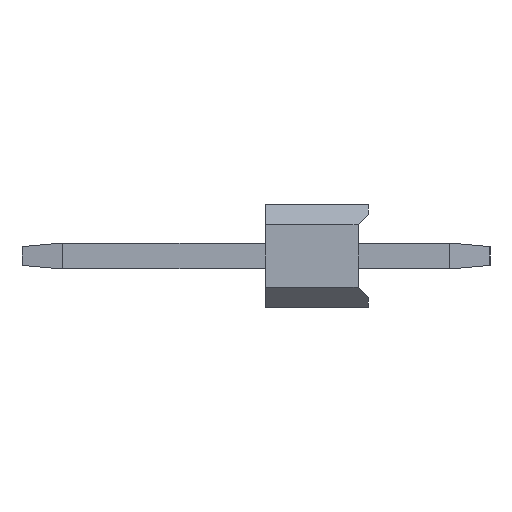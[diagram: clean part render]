
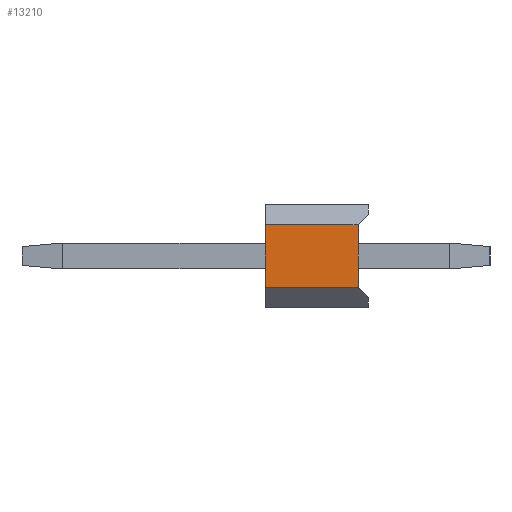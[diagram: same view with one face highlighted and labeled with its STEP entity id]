
A CAD part, left-side view. The second image highlights one B-rep face of the part: STEP entity #13210.
In plain terms, the highlighted planar face has unit normal (-1, 0, 0).
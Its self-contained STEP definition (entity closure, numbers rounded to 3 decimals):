
#206 = VECTOR ( 'NONE', #8639, 1000. ) ;
#338 = FACE_OUTER_BOUND ( 'NONE', #4586, .T. ) ;
#344 = PLANE ( 'NONE',  #6437 ) ;
#452 = VECTOR ( 'NONE', #12867, 1000. ) ;
#1032 = CARTESIAN_POINT ( 'NONE',  ( -29.21, 0.254, -0.77 ) ) ;
#1259 = ORIENTED_EDGE ( 'NONE', *, *, #2736, .T. ) ;
#2714 = LINE ( 'NONE', #14957, #5320 ) ;
#2736 = EDGE_CURVE ( 'NONE', #4222, #15302, #14499, .T. ) ;
#3310 = EDGE_CURVE ( 'NONE', #10900, #12453, #3613, .T. ) ;
#3613 = LINE ( 'NONE', #11127, #206 ) ;
#4222 = VERTEX_POINT ( 'NONE', #6908 ) ;
#4356 = LINE ( 'NONE', #15903, #7738 ) ;
#4397 = EDGE_CURVE ( 'NONE', #4222, #12453, #2714, .T. ) ;
#4586 = EDGE_LOOP ( 'NONE', ( #9627, #1259, #7769, #11278 ) ) ;
#5140 = CARTESIAN_POINT ( 'NONE',  ( -29.21, 2.54, 0.77 ) ) ;
#5320 = VECTOR ( 'NONE', #9703, 1000. ) ;
#6437 = AXIS2_PLACEMENT_3D ( 'NONE', #13005, #9044, #14313 ) ;
#6908 = CARTESIAN_POINT ( 'NONE',  ( -29.21, 0.254, 0.77 ) ) ;
#7738 = VECTOR ( 'NONE', #12247, 1000. ) ;
#7769 = ORIENTED_EDGE ( 'NONE', *, *, #9271, .F. ) ;
#8639 = DIRECTION ( 'NONE',  ( 0., -1., 0. ) ) ;
#9044 = DIRECTION ( 'NONE',  ( 1., 0., 0. ) ) ;
#9271 = EDGE_CURVE ( 'NONE', #10900, #15302, #4356, .T. ) ;
#9627 = ORIENTED_EDGE ( 'NONE', *, *, #4397, .F. ) ;
#9703 = DIRECTION ( 'NONE',  ( 0., 0., -1. ) ) ;
#10900 = VERTEX_POINT ( 'NONE', #11846 ) ;
#11127 = CARTESIAN_POINT ( 'NONE',  ( -29.21, 2.54, -0.77 ) ) ;
#11278 = ORIENTED_EDGE ( 'NONE', *, *, #3310, .T. ) ;
#11846 = CARTESIAN_POINT ( 'NONE',  ( -29.21, 2.54, -0.77 ) ) ;
#12247 = DIRECTION ( 'NONE',  ( 0., 0., 1. ) ) ;
#12453 = VERTEX_POINT ( 'NONE', #1032 ) ;
#12867 = DIRECTION ( 'NONE',  ( 0., 1., 0. ) ) ;
#13005 = CARTESIAN_POINT ( 'NONE',  ( -29.21, 2.54, 1.27 ) ) ;
#13210 = ADVANCED_FACE ( 'NONE', ( #338 ), #344, .F. ) ;
#14313 = DIRECTION ( 'NONE',  ( 0., 0., -1. ) ) ;
#14499 = LINE ( 'NONE', #5140, #452 ) ;
#14885 = CARTESIAN_POINT ( 'NONE',  ( -29.21, 2.54, 0.77 ) ) ;
#14957 = CARTESIAN_POINT ( 'NONE',  ( -29.21, 0.254, 0.77 ) ) ;
#15302 = VERTEX_POINT ( 'NONE', #14885 ) ;
#15903 = CARTESIAN_POINT ( 'NONE',  ( -29.21, 2.54, 1.27 ) ) ;
